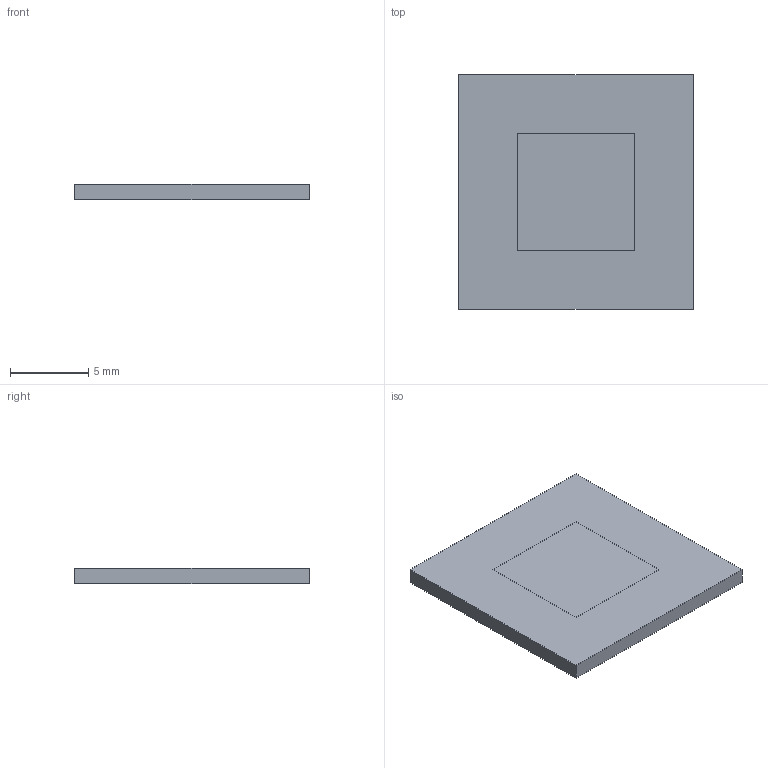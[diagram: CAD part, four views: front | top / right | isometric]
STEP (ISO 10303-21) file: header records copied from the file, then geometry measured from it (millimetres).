
FILE_DESCRIPTION(('Open CASCADE Model'),'2;1');
FILE_NAME('Open CASCADE Shape Model','2023-03-13T17:59:25',('Author'),( 'Open CASCADE'),'Open CASCADE STEP processor 7.6','Open CASCADE 7.6' ,'Unknown');
FILE_SCHEMA(('AUTOMOTIVE_DESIGN { 1 0 10303 214 1 1 1 1 }'));
Length unit declared in the file: millimetre
Products named in the file (3): Open CASCADE STEP translator 7.6 1; Open CASCADE STEP translator 7.6 1.1; Open CASCADE STEP translator 7.6 1.2
Assembly tree (2 placements, depth 2):
  Open CASCADE STEP translator 7.6 1
    Open CASCADE STEP translator 7.6 1.1
    Open CASCADE STEP translator 7.6 1.2
Bounding box: 15 x 15 x 1 mm (x, y, z)
Volume: 225 mm3; surface area: 566.2 mm2
Topology: 1 solids, 2 shells, 7 faces, 16 edges, 12 vertices
Faces by surface type: plane 7
Entity records: 428 total; most frequent: CARTESIAN_POINT 66, DIRECTION 64, LINE 44, VECTOR 44, ORIENTED_EDGE 28, PCURVE 28, DEFINITIONAL_REPRESENTATION 28, EDGE_CURVE 16
